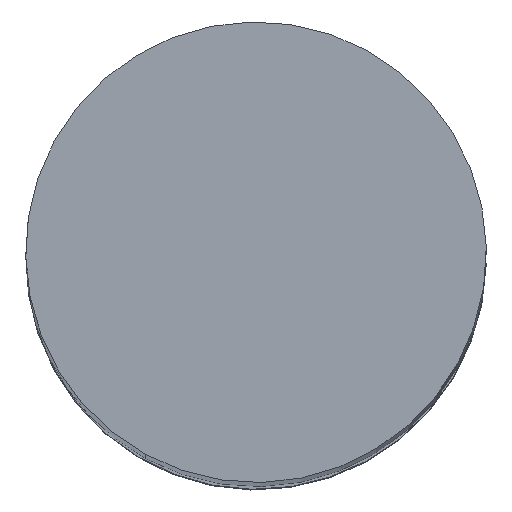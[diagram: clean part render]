
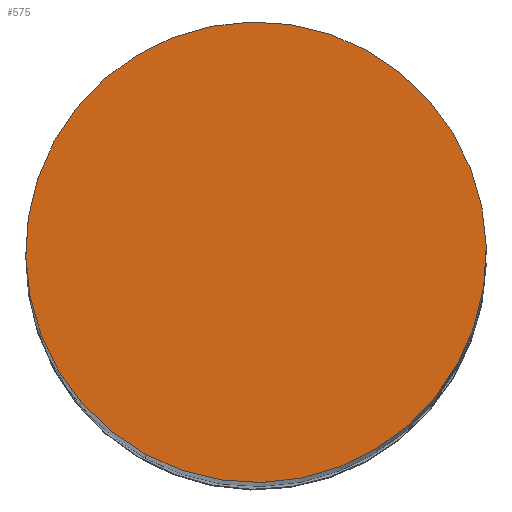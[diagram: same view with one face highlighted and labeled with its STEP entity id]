
A CAD part, top view. The second image highlights one B-rep face of the part: STEP entity #575.
In plain terms, the highlighted planar face has unit normal (0, 0, 1).
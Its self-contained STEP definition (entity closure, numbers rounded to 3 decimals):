
#268=CARTESIAN_POINT('',(0.,0.,160.));
#269=DIRECTION('',(0.,0.,1.));
#270=DIRECTION('',(-0.479,-0.878,0.));
#271=AXIS2_PLACEMENT_3D('',#268,#269,#270);
#276=CARTESIAN_POINT('',(0.,0.,160.));
#277=DIRECTION('',(0.,0.,1.));
#278=DIRECTION('',(0.479,0.878,0.));
#279=AXIS2_PLACEMENT_3D('',#276,#277,#278);
#314=CARTESIAN_POINT('',(3.835,7.021,160.));
#315=VERTEX_POINT('',#314);
#316=CARTESIAN_POINT('',(-3.835,-7.021,160.));
#317=VERTEX_POINT('',#316);
#566=CARTESIAN_POINT('',(0.,0.,160.));
#567=DIRECTION('',(0.,0.,-1.));
#568=DIRECTION('',(1.,0.,0.));
#569=AXIS2_PLACEMENT_3D('',#566,#567,#568);
#570=PLANE('',#569);
#571=ORIENTED_EDGE('',*,*,#530,.F.);
#572=ORIENTED_EDGE('',*,*,#551,.F.);
#573=EDGE_LOOP('',(#571,#572));
#574=FACE_OUTER_BOUND('',#573,.F.);
#575=ADVANCED_FACE('',(#574),#570,.F.);
#272=CIRCLE('',#271,8.);
#280=CIRCLE('',#279,8.);
#530=EDGE_CURVE('',#317,#315,#272,.T.);
#551=EDGE_CURVE('',#315,#317,#280,.T.);
